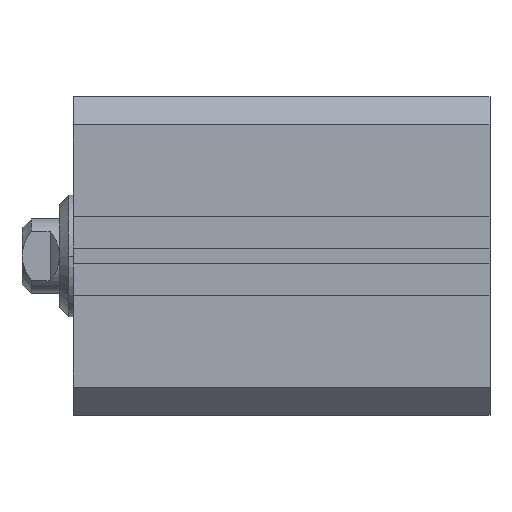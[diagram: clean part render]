
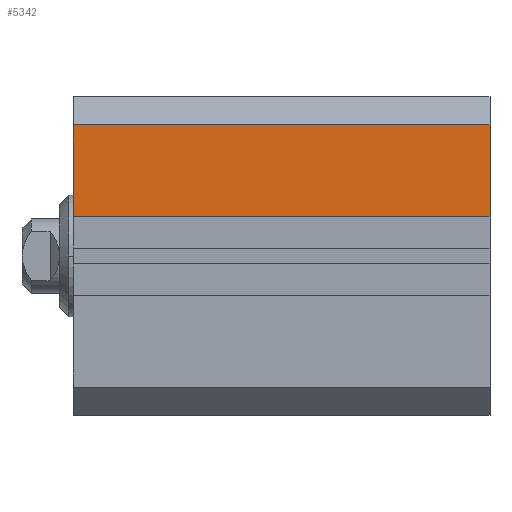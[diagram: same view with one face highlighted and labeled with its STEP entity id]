
A CAD part, front view. The second image highlights one B-rep face of the part: STEP entity #5342.
In plain terms, the highlighted planar face has unit normal (0, -1, 0).
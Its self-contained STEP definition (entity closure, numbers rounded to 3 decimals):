
#55 = CARTESIAN_POINT ( 'NONE',  ( 44.5, -17., 4.25 ) ) ;
#121 = VERTEX_POINT ( 'NONE', #4284 ) ;
#262 = ORIENTED_EDGE ( 'NONE', *, *, #6232, .F. ) ;
#622 = CARTESIAN_POINT ( 'NONE',  ( 44.5, -17., 4.25 ) ) ;
#904 = VERTEX_POINT ( 'NONE', #3155 ) ;
#1109 = VECTOR ( 'NONE', #5842, 1000. ) ;
#1233 = CARTESIAN_POINT ( 'NONE',  ( 44.5, -17., 14. ) ) ;
#1470 = CARTESIAN_POINT ( 'NONE',  ( 0., -17., 4.25 ) ) ;
#1529 = VERTEX_POINT ( 'NONE', #3906 ) ;
#1540 = DIRECTION ( 'NONE',  ( 0., -1., 0. ) ) ;
#1544 = EDGE_CURVE ( 'E577', #4478, #1529, #3028, .T. ) ;
#1729 = DIRECTION ( 'NONE',  ( -1., 0., 0. ) ) ;
#1876 = ORIENTED_EDGE ( 'NONE', *, *, #4578, .T. ) ;
#1972 = LINE ( 'NONE', #1233, #5827 ) ;
#1998 = PLANE ( 'NONE',  #5543 ) ;
#2020 = LINE ( 'NONE', #4648, #4907 ) ;
#2982 = DIRECTION ( 'NONE',  ( 0., 0., 1. ) ) ;
#3028 = LINE ( 'NONE', #5865, #5594 ) ;
#3155 = CARTESIAN_POINT ( 'NONE',  ( 0., -17., 14. ) ) ;
#3646 = DIRECTION ( 'NONE',  ( -1., 0., 0. ) ) ;
#3906 = CARTESIAN_POINT ( 'NONE',  ( 44.5, -17., 14. ) ) ;
#4284 = CARTESIAN_POINT ( 'NONE',  ( 0., -17., 4.25 ) ) ;
#4478 = VERTEX_POINT ( 'NONE', #622 ) ;
#4578 = EDGE_CURVE ( 'E8711', #1529, #904, #1972, .T. ) ;
#4648 = CARTESIAN_POINT ( 'NONE',  ( 44.5, -17., 4.25 ) ) ;
#4907 = VECTOR ( 'NONE', #1729, 1000. ) ;
#4942 = DIRECTION ( 'NONE',  ( 1., 0., 0. ) ) ;
#5074 = ORIENTED_EDGE ( 'NONE', *, *, #1544, .T. ) ;
#5075 = EDGE_LOOP ( 'NONE', ( #262, #5421, #5074, #1876 ) ) ;
#5116 = LINE ( 'NONE', #1470, #1109 ) ;
#5342 = ADVANCED_FACE ( 'E8726', ( #6116 ), #1998, .T. ) ;
#5421 = ORIENTED_EDGE ( 'NONE', *, *, #5625, .F. ) ;
#5543 = AXIS2_PLACEMENT_3D ( 'NONE', #55, #1540, #4942 ) ;
#5594 = VECTOR ( 'NONE', #2982, 1000. ) ;
#5625 = EDGE_CURVE ( 'E8732', #4478, #121, #2020, .T. ) ;
#5827 = VECTOR ( 'NONE', #3646, 1000. ) ;
#5842 = DIRECTION ( 'NONE',  ( 0., 0., 1. ) ) ;
#5865 = CARTESIAN_POINT ( 'NONE',  ( 44.5, -17., 4.25 ) ) ;
#6116 = FACE_OUTER_BOUND ( 'NONE', #5075, .T. ) ;
#6232 = EDGE_CURVE ( 'E8579', #121, #904, #5116, .T. ) ;
